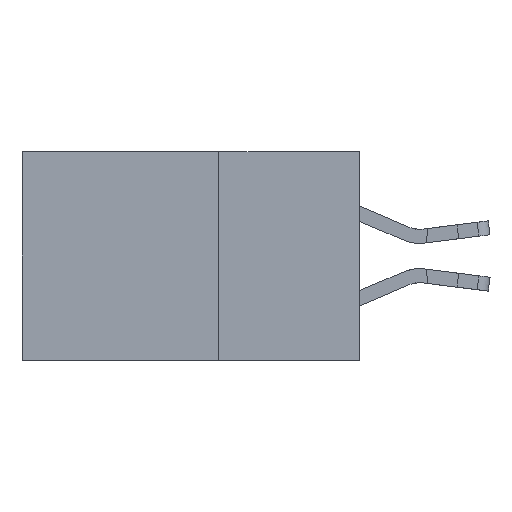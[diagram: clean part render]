
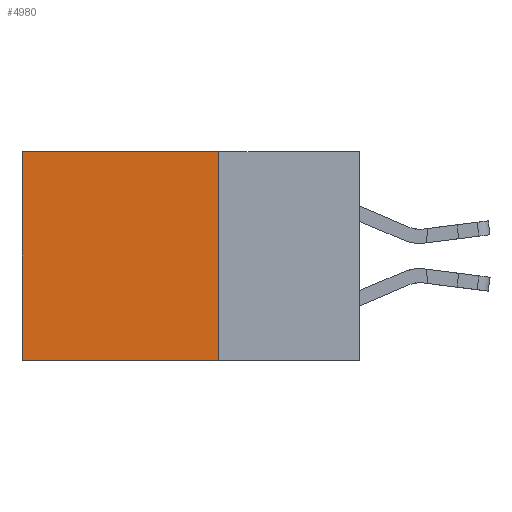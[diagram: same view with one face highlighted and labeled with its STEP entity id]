
A CAD part, left-side view. The second image highlights one B-rep face of the part: STEP entity #4980.
In plain terms, the highlighted planar face has unit normal (-1, 0, 0).
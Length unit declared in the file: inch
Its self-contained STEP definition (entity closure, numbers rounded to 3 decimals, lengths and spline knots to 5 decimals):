
#167 = VERTEX_POINT ( 'NONE', #9761 ) ;
#887 = CARTESIAN_POINT ( 'NONE',  ( 0.2875, 0.25, 0. ) ) ;
#907 = VERTEX_POINT ( 'NONE', #9639 ) ;
#1180 = CARTESIAN_POINT ( 'NONE',  ( 0.2875, 0.25, -0.37 ) ) ;
#1316 = DIRECTION ( 'NONE',  ( 0., 0., -1. ) ) ;
#1343 = LINE ( 'NONE', #1180, #9704 ) ;
#1759 = PLANE ( 'NONE',  #7554 ) ;
#2302 = LINE ( 'NONE', #15440, #15785 ) ;
#3660 = ORIENTED_EDGE ( 'NONE', *, *, #6843, .T. ) ;
#3950 = ORIENTED_EDGE ( 'NONE', *, *, #15275, .T. ) ;
#4980 = ADVANCED_FACE ( 'NONE', ( #5115 ), #1759, .F. ) ;
#5115 = FACE_OUTER_BOUND ( 'NONE', #18568, .T. ) ;
#6702 = LINE ( 'NONE', #887, #11891 ) ;
#6843 = EDGE_CURVE ( 'NONE', #10790, #907, #6702, .T. ) ;
#7202 = CARTESIAN_POINT ( 'NONE',  ( 0.2875, 0.25, 0. ) ) ;
#7554 = AXIS2_PLACEMENT_3D ( 'NONE', #7202, #8949, #21075 ) ;
#7694 = CARTESIAN_POINT ( 'NONE',  ( 0.2875, 0.25, 0. ) ) ;
#8592 = CARTESIAN_POINT ( 'NONE',  ( 0.2875, 0.25, -0.37 ) ) ;
#8949 = DIRECTION ( 'NONE',  ( 1., 0., 0. ) ) ;
#9013 = LINE ( 'NONE', #7694, #21736 ) ;
#9639 = CARTESIAN_POINT ( 'NONE',  ( 0.2875, 0.6, 0. ) ) ;
#9704 = VECTOR ( 'NONE', #15317, 39.37008 ) ;
#9761 = CARTESIAN_POINT ( 'NONE',  ( 0.2875, 0.6, -0.37 ) ) ;
#10227 = ORIENTED_EDGE ( 'NONE', *, *, #19864, .F. ) ;
#10790 = VERTEX_POINT ( 'NONE', #15622 ) ;
#11891 = VECTOR ( 'NONE', #20234, 39.37008 ) ;
#15021 = EDGE_CURVE ( 'NONE', #10790, #17486, #9013, .T. ) ;
#15275 = EDGE_CURVE ( 'NONE', #907, #167, #2302, .T. ) ;
#15317 = DIRECTION ( 'NONE',  ( 0., 1., 0. ) ) ;
#15440 = CARTESIAN_POINT ( 'NONE',  ( 0.2875, 0.6, 0. ) ) ;
#15622 = CARTESIAN_POINT ( 'NONE',  ( 0.2875, 0.25, 0. ) ) ;
#15785 = VECTOR ( 'NONE', #1316, 39.37008 ) ;
#17486 = VERTEX_POINT ( 'NONE', #8592 ) ;
#18568 = EDGE_LOOP ( 'NONE', ( #3950, #10227, #22169, #3660 ) ) ;
#19864 = EDGE_CURVE ( 'NONE', #17486, #167, #1343, .T. ) ;
#20234 = DIRECTION ( 'NONE',  ( 0., 1., 0. ) ) ;
#21075 = DIRECTION ( 'NONE',  ( 0., 0., -1. ) ) ;
#21553 = DIRECTION ( 'NONE',  ( 0., 0., -1. ) ) ;
#21736 = VECTOR ( 'NONE', #21553, 39.37008 ) ;
#22169 = ORIENTED_EDGE ( 'NONE', *, *, #15021, .F. ) ;
